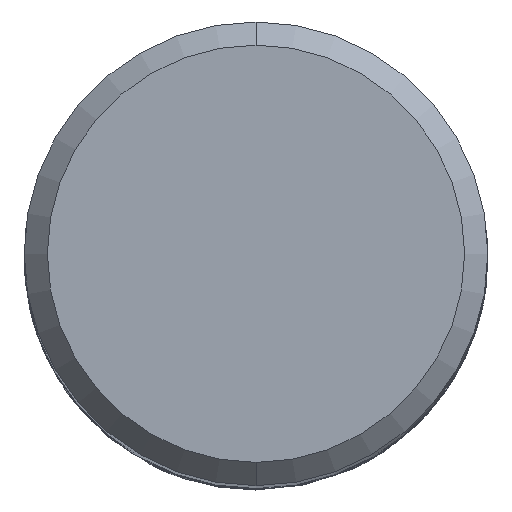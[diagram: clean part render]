
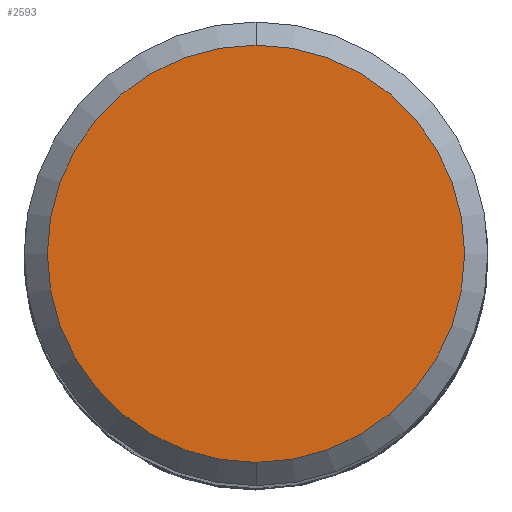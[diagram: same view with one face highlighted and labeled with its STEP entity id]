
A CAD part, top view. The second image highlights one B-rep face of the part: STEP entity #2593.
In plain terms, the highlighted planar face has unit normal (0, 0, 1).
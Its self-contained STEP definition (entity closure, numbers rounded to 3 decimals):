
#1417=EDGE_CURVE('',#1449,#2453,#3926,.T.);
#1423=EDGE_CURVE('',#2453,#1449,#3933,.T.);
#1449=VERTEX_POINT('',#3963);
#2453=VERTEX_POINT('',#5049);
#2593=ADVANCED_FACE('',(#5197),#5198,.T.);
#3926=CIRCLE('',#8480,7.2);
#3933=CIRCLE('',#8703,7.2);
#3963=CARTESIAN_POINT('',(0.,-7.2,0.0));
#5049=CARTESIAN_POINT('',(0.0,7.2,0.0));
#5197=FACE_OUTER_BOUND('',#19843,.T.);
#5198=PLANE('',#19844);
#8480=AXIS2_PLACEMENT_3D('',#31674,#31675,#31676);
#8703=AXIS2_PLACEMENT_3D('',#31682,#31683,#31684);
#19843=EDGE_LOOP('',(#32994,#32995));
#19844=AXIS2_PLACEMENT_3D('',#32996,#32997,#32998);
#31674=CARTESIAN_POINT('',(0.0,0.0,0.0));
#31675=DIRECTION('',(0.0,0.0,-1.0));
#31676=DIRECTION('',(0.0,1.0,0.0));
#31682=CARTESIAN_POINT('',(0.0,0.0,0.0));
#31683=DIRECTION('',(0.0,0.0,-1.0));
#31684=DIRECTION('',(0.0,1.0,0.0));
#32994=ORIENTED_EDGE('',*,*,#1423,.F.);
#32995=ORIENTED_EDGE('',*,*,#1417,.F.);
#32996=CARTESIAN_POINT('',(0.0,3.6,0.0));
#32997=DIRECTION('',(-0.0,0.0,1.0));
#32998=DIRECTION('',(0.0,-1.0,0.0));
